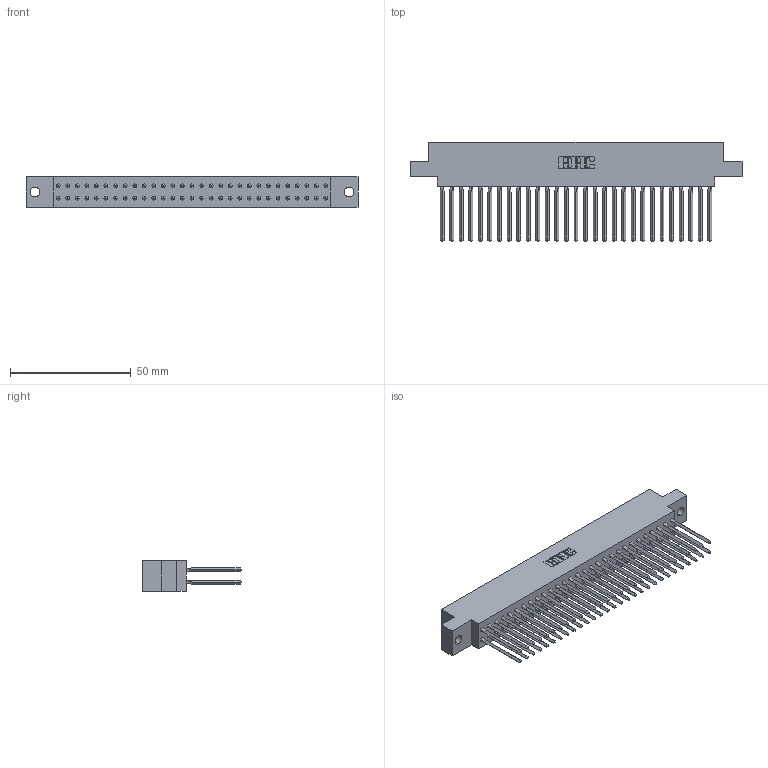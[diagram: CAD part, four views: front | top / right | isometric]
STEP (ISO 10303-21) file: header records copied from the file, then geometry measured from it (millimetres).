
FILE_DESCRIPTION (( 'STEP AP203' ), '1' );
FILE_NAME ('317-058-543-804.STEP', '2020-02-28T04:50:57', ( '' ), ( '' ), 'SwSTEP 2.0', 'SolidWorks 2016', '' );
FILE_SCHEMA (( 'CONFIG_CONTROL_DESIGN' ));
Length unit declared in the file: inch
Products named in the file (3): 317-058-543-804; 317 Part_.156 Dia - TH; 317-290-001_543
Assembly tree (59 placements, depth 2):
  317-058-543-804
    317 Part_.156 Dia - TH
    317-290-001_543  x58
Bounding box: 137.62 x 41.15 x 12.7 mm (x, y, z)
Volume: 22857.7 mm3; surface area: 33992.7 mm2
Topology: 59 solids, 59 shells, 5264 faces, 14601 edges, 9404 vertices
Faces by surface type: plane 4292, cylinder 740, bspline 232
Entity records: 43736 total; most frequent: CARTESIAN_POINT 8043, ORIENTED_EDGE 7542, DIRECTION 6293, EDGE_CURVE 3771, LINE 3515, VECTOR 3515, VERTEX_POINT 2507, AXIS2_PLACEMENT_3D 1389
